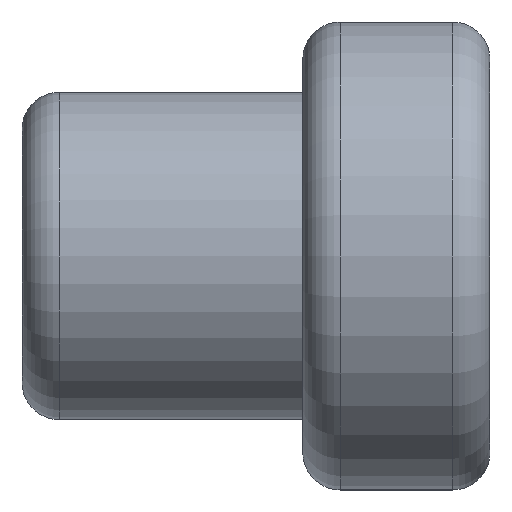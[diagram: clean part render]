
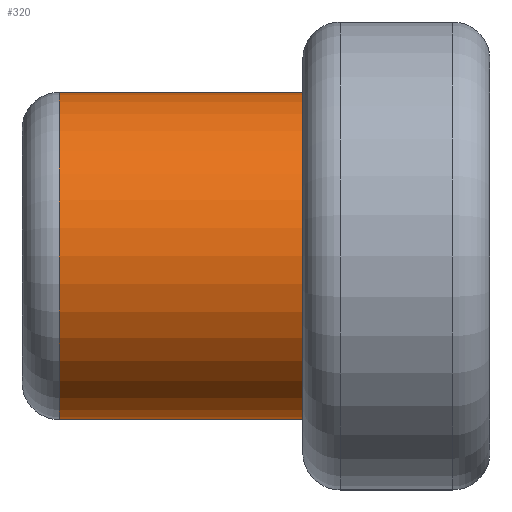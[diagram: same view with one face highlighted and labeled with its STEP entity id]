
A CAD part, left-side view. The second image highlights one B-rep face of the part: STEP entity #320.
In plain terms, the highlighted cylindrical face has radius 1.75 mm (diameter 3.5 mm), a partial arc.
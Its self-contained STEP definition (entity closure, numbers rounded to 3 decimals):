
#25 = AXIS2_PLACEMENT_3D ( 'NONE', #240, #805, #181 ) ;
#44 = VECTOR ( 'NONE', #771, 1000. ) ;
#53 = CARTESIAN_POINT ( 'NONE',  ( -14., 4.6, 1.75 ) ) ;
#78 = LINE ( 'NONE', #206, #44 ) ;
#181 = DIRECTION ( 'NONE',  ( 0., 0., 1. ) ) ;
#192 = DIRECTION ( 'NONE',  ( 0., -1., 0. ) ) ;
#206 = CARTESIAN_POINT ( 'NONE',  ( -14., 5., 1.75 ) ) ;
#211 = AXIS2_PLACEMENT_3D ( 'NONE', #601, #338, #605 ) ;
#240 = CARTESIAN_POINT ( 'NONE',  ( -14., 2., 0. ) ) ;
#259 = CIRCLE ( 'NONE', #211, 1.75 ) ;
#320 = ADVANCED_FACE ( 'NONE', ( #475 ), #883, .T. ) ;
#330 = CIRCLE ( 'NONE', #25, 1.75 ) ;
#332 = VERTEX_POINT ( 'NONE', #53 ) ;
#338 = DIRECTION ( 'NONE',  ( 0., -1., 0. ) ) ;
#374 = DIRECTION ( 'NONE',  ( 0., 0., -1. ) ) ;
#392 = VERTEX_POINT ( 'NONE', #645 ) ;
#447 = EDGE_CURVE ( 'NONE', #478, #392, #330, .T. ) ;
#455 = CARTESIAN_POINT ( 'NONE',  ( -14., 5., 0. ) ) ;
#457 = EDGE_CURVE ( 'NONE', #332, #392, #78, .T. ) ;
#466 = AXIS2_PLACEMENT_3D ( 'NONE', #455, #712, #374 ) ;
#475 = FACE_OUTER_BOUND ( 'NONE', #594, .T. ) ;
#478 = VERTEX_POINT ( 'NONE', #672 ) ;
#482 = EDGE_CURVE ( 'NONE', #650, #478, #918, .T. ) ;
#499 = ORIENTED_EDGE ( 'NONE', *, *, #447, .T. ) ;
#509 = CARTESIAN_POINT ( 'NONE',  ( -14., 5., -1.75 ) ) ;
#541 = ORIENTED_EDGE ( 'NONE', *, *, #482, .T. ) ;
#594 = EDGE_LOOP ( 'NONE', ( #802, #954, #541, #499 ) ) ;
#601 = CARTESIAN_POINT ( 'NONE',  ( -14., 4.6, 0. ) ) ;
#605 = DIRECTION ( 'NONE',  ( 0., 0., 1. ) ) ;
#645 = CARTESIAN_POINT ( 'NONE',  ( -14., 2., 1.75 ) ) ;
#650 = VERTEX_POINT ( 'NONE', #703 ) ;
#672 = CARTESIAN_POINT ( 'NONE',  ( -14., 2., -1.75 ) ) ;
#703 = CARTESIAN_POINT ( 'NONE',  ( -14., 4.6, -1.75 ) ) ;
#712 = DIRECTION ( 'NONE',  ( 0., -1., 0. ) ) ;
#771 = DIRECTION ( 'NONE',  ( 0., -1., 0. ) ) ;
#802 = ORIENTED_EDGE ( 'NONE', *, *, #457, .F. ) ;
#805 = DIRECTION ( 'NONE',  ( 0., 1., 0. ) ) ;
#808 = VECTOR ( 'NONE', #192, 1000. ) ;
#883 = CYLINDRICAL_SURFACE ( 'NONE', #466, 1.75 ) ;
#918 = LINE ( 'NONE', #509, #808 ) ;
#923 = EDGE_CURVE ( 'NONE', #332, #650, #259, .T. ) ;
#954 = ORIENTED_EDGE ( 'NONE', *, *, #923, .T. ) ;
